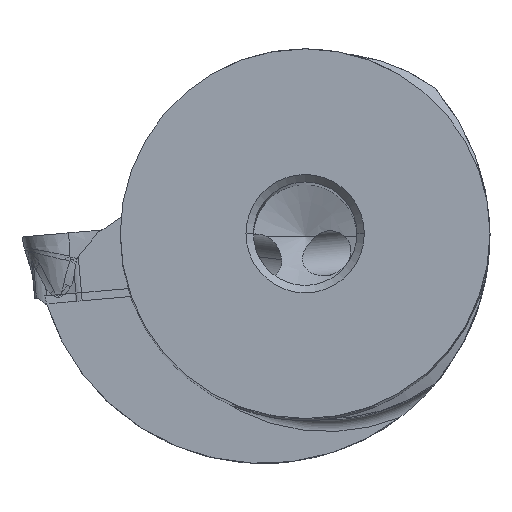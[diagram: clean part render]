
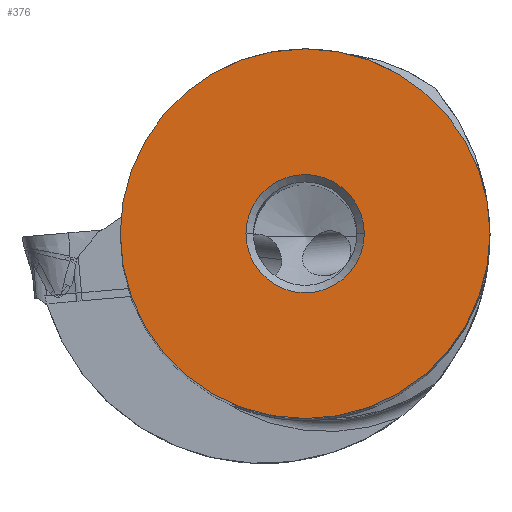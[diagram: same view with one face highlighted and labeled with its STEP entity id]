
A CAD part, top view. The second image highlights one B-rep face of the part: STEP entity #376.
In plain terms, the highlighted planar face has unit normal (0, 0, 1).
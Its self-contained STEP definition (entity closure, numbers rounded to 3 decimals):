
#41=FACE_BOUND('',#815,.T.);
#42=FACE_BOUND('',#816,.T.);
#115=PLANE('',#4057);
#376=ADVANCED_FACE('',(#41,#42),#115,.T.);
#815=EDGE_LOOP('',(#1695,#1696));
#816=EDGE_LOOP('',(#1697,#1698));
#1695=ORIENTED_EDGE('',*,*,#2835,.T.);
#1696=ORIENTED_EDGE('',*,*,#2840,.T.);
#1697=ORIENTED_EDGE('',*,*,#2841,.T.);
#1698=ORIENTED_EDGE('',*,*,#2842,.T.);
#2313=VERTEX_POINT('',#11790);
#2314=VERTEX_POINT('',#11792);
#2319=VERTEX_POINT('',#11805);
#2320=VERTEX_POINT('',#11806);
#2835=EDGE_CURVE('',#2313,#2314,#3366,.T.);
#2840=EDGE_CURVE('',#2314,#2313,#3367,.T.);
#2841=EDGE_CURVE('',#2319,#2320,#3368,.T.);
#2842=EDGE_CURVE('',#2320,#2319,#3369,.T.);
#3366=CIRCLE('',#4050,12.5);
#3367=CIRCLE('',#4054,12.5);
#3368=CIRCLE('',#4055,4.);
#3369=CIRCLE('',#4056,4.);
#4050=AXIS2_PLACEMENT_3D('',#11793,#4626,#4627);
#4054=AXIS2_PLACEMENT_3D('',#11803,#4636,#4637);
#4055=AXIS2_PLACEMENT_3D('',#11804,#4638,#4639);
#4056=AXIS2_PLACEMENT_3D('',#11807,#4640,#4641);
#4057=AXIS2_PLACEMENT_3D('',#11808,#4642,#4643);
#4626=DIRECTION('',(0.,0.,1.));
#4627=DIRECTION('',(1.,0.,0.));
#4636=DIRECTION('',(0.,0.,1.));
#4637=DIRECTION('',(-1.,0.,0.));
#4638=DIRECTION('',(0.,0.,-1.));
#4639=DIRECTION('',(1.,0.,0.));
#4640=DIRECTION('',(0.,0.,-1.));
#4641=DIRECTION('',(-1.,0.,0.));
#4642=DIRECTION('',(0.,0.,1.));
#4643=DIRECTION('',(-1.,0.,0.));
#11790=CARTESIAN_POINT('',(12.5,0.,0.));
#11792=CARTESIAN_POINT('',(-12.5,0.,0.));
#11793=CARTESIAN_POINT('',(0.,0.,0.));
#11803=CARTESIAN_POINT('',(0.,0.,0.));
#11804=CARTESIAN_POINT('',(0.,0.,0.));
#11805=CARTESIAN_POINT('',(4.,0.,0.));
#11806=CARTESIAN_POINT('',(-4.,0.,0.));
#11807=CARTESIAN_POINT('',(0.,0.,0.));
#11808=CARTESIAN_POINT('',(0.,0.,0.));
